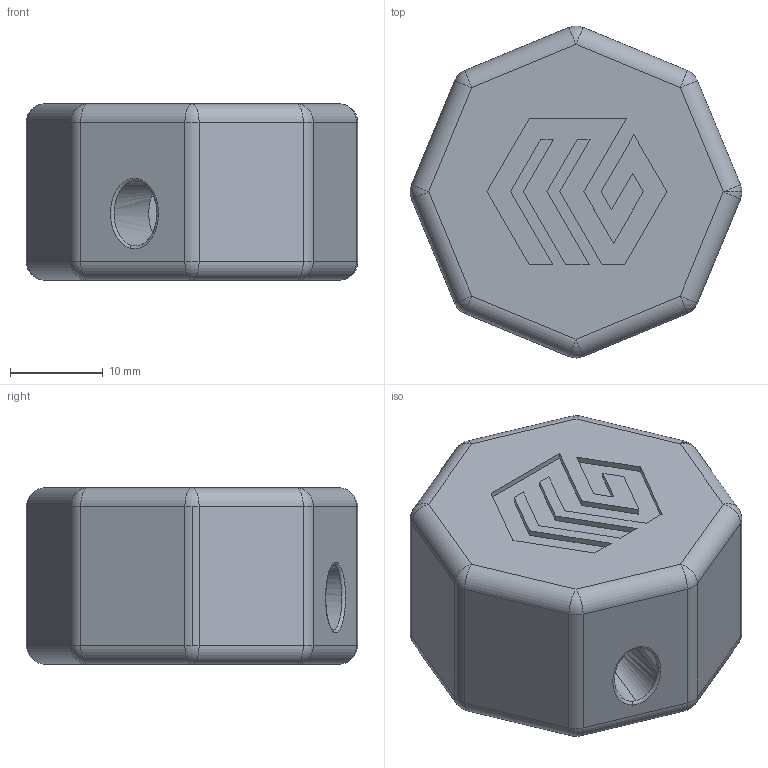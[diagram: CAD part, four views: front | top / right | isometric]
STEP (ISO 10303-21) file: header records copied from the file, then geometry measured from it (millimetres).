
FILE_DESCRIPTION (( 'STEP AP214' ), '1' );
FILE_NAME ('ZKnob.STEP', '2022-01-12T18:18:42', ( '' ), ( '' ), 'SwSTEP 2.0', 'SolidWorks 2021', '' );
FILE_SCHEMA (( 'AUTOMOTIVE_DESIGN' ));
Length unit declared in the file: millimetre
Products named in the file (1): ZKnob
Bounding box: 35.75 x 35.75 x 19 mm (x, y, z)
Volume: 15019.2 mm3; surface area: 4436 mm2
Topology: 1 solids, 1 shells, 129 faces, 320 edges, 193 vertices
Faces by surface type: plane 58, cylinder 28, sphere 18, bspline 15, cone 8, torus 2
Entity records: 4957 total; most frequent: CARTESIAN_POINT 2033, ORIENTED_EDGE 624, DIRECTION 566, EDGE_CURVE 312, AXIS2_PLACEMENT_3D 193, VERTEX_POINT 189, LINE 180, VECTOR 180
